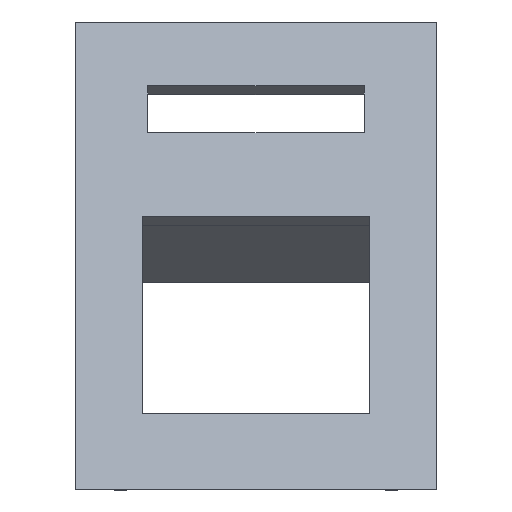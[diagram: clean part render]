
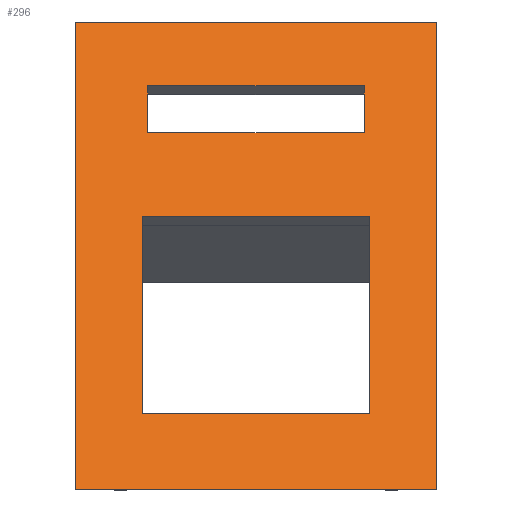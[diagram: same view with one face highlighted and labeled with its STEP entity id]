
A CAD part, top view. The second image highlights one B-rep face of the part: STEP entity #296.
In plain terms, the highlighted planar face has unit normal (0, 0.5, 0.866).
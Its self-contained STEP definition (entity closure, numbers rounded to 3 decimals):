
#30 = DIRECTION ( 'NONE',  ( 0., -0.866, 0.5 ) ) ;
#39 = EDGE_CURVE ( 'NONE', #838, #1166, #957, .T. ) ;
#44 = VECTOR ( 'NONE', #392, 1000. ) ;
#52 = CARTESIAN_POINT ( 'NONE',  ( -50., 0., 75. ) ) ;
#57 = FACE_BOUND ( 'NONE', #952, .T. ) ;
#100 = EDGE_CURVE ( 'NONE', #838, #885, #863, .T. ) ;
#105 = VERTEX_POINT ( 'NONE', #418 ) ;
#111 = CARTESIAN_POINT ( 'NONE',  ( 50., 129.904, 0. ) ) ;
#117 = VECTOR ( 'NONE', #1081, 1000. ) ;
#131 = EDGE_CURVE ( 'NONE', #1302, #867, #1075, .T. ) ;
#132 = CARTESIAN_POINT ( 'NONE',  ( 30., 112.15, 10.25 ) ) ;
#137 = ORIENTED_EDGE ( 'NONE', *, *, #329, .F. ) ;
#138 = DIRECTION ( 'NONE',  ( 0., -0.5, -0.866 ) ) ;
#154 = VECTOR ( 'NONE', #325, 1000. ) ;
#163 = EDGE_CURVE ( 'NONE', #455, #753, #1265, .T. ) ;
#206 = CARTESIAN_POINT ( 'NONE',  ( -30., 99.16, 17.75 ) ) ;
#267 = ORIENTED_EDGE ( 'NONE', *, *, #39, .F. ) ;
#269 = CARTESIAN_POINT ( 'NONE',  ( -31.541, 21.182, 62.771 ) ) ;
#288 = CARTESIAN_POINT ( 'NONE',  ( 30., 99.16, 17.75 ) ) ;
#296 = ADVANCED_FACE ( 'NONE', ( #57, #587, #1020 ), #691, .F. ) ;
#310 = DIRECTION ( 'NONE',  ( 0., 0.866, -0.5 ) ) ;
#320 = VECTOR ( 'NONE', #1329, 1000. ) ;
#323 = ORIENTED_EDGE ( 'NONE', *, *, #482, .F. ) ;
#325 = DIRECTION ( 'NONE',  ( -1., 0., 0. ) ) ;
#329 = EDGE_CURVE ( 'NONE', #753, #1066, #354, .T. ) ;
#354 = LINE ( 'NONE', #570, #117 ) ;
#370 = VERTEX_POINT ( 'NONE', #132 ) ;
#392 = DIRECTION ( 'NONE',  ( 1., 0., 0. ) ) ;
#394 = CARTESIAN_POINT ( 'NONE',  ( 50., 129.904, 0. ) ) ;
#401 = CARTESIAN_POINT ( 'NONE',  ( 50., 129.904, 0. ) ) ;
#415 = CARTESIAN_POINT ( 'NONE',  ( -31.541, 75.813, 31.229 ) ) ;
#418 = CARTESIAN_POINT ( 'NONE',  ( -31.541, 21.182, 62.771 ) ) ;
#447 = EDGE_CURVE ( 'NONE', #867, #370, #494, .T. ) ;
#455 = VERTEX_POINT ( 'NONE', #1143 ) ;
#476 = VERTEX_POINT ( 'NONE', #52 ) ;
#482 = EDGE_CURVE ( 'NONE', #514, #1302, #598, .T. ) ;
#494 = LINE ( 'NONE', #605, #320 ) ;
#497 = VECTOR ( 'NONE', #30, 1000. ) ;
#503 = CARTESIAN_POINT ( 'NONE',  ( -30., 112.15, 10.25 ) ) ;
#514 = VERTEX_POINT ( 'NONE', #583 ) ;
#520 = EDGE_CURVE ( 'NONE', #885, #476, #1112, .T. ) ;
#540 = DIRECTION ( 'NONE',  ( 1., 0., 0. ) ) ;
#562 = VECTOR ( 'NONE', #540, 1000. ) ;
#570 = CARTESIAN_POINT ( 'NONE',  ( -31.541, 75.813, 31.229 ) ) ;
#577 = CARTESIAN_POINT ( 'NONE',  ( 31.541, 75.813, 31.229 ) ) ;
#583 = CARTESIAN_POINT ( 'NONE',  ( -30., 112.15, 10.25 ) ) ;
#585 = ORIENTED_EDGE ( 'NONE', *, *, #447, .F. ) ;
#586 = DIRECTION ( 'NONE',  ( -1., 0., 0. ) ) ;
#587 = FACE_BOUND ( 'NONE', #775, .T. ) ;
#598 = LINE ( 'NONE', #503, #884 ) ;
#605 = CARTESIAN_POINT ( 'NONE',  ( 30., 112.15, 10.25 ) ) ;
#664 = CARTESIAN_POINT ( 'NONE',  ( -31.541, 75.813, 31.229 ) ) ;
#691 = PLANE ( 'NONE',  #1080 ) ;
#693 = VECTOR ( 'NONE', #310, 1000. ) ;
#708 = EDGE_LOOP ( 'NONE', ( #914, #1028, #267, #1341 ) ) ;
#712 = EDGE_CURVE ( 'NONE', #1066, #105, #1061, .T. ) ;
#725 = CARTESIAN_POINT ( 'NONE',  ( -50., 129.904, 0. ) ) ;
#753 = VERTEX_POINT ( 'NONE', #577 ) ;
#775 = EDGE_LOOP ( 'NONE', ( #137, #1160, #1145, #992 ) ) ;
#786 = VECTOR ( 'NONE', #1318, 1000. ) ;
#803 = CARTESIAN_POINT ( 'NONE',  ( -30., 112.15, 10.25 ) ) ;
#806 = VECTOR ( 'NONE', #1261, 1000. ) ;
#836 = CARTESIAN_POINT ( 'NONE',  ( -30., 99.16, 17.75 ) ) ;
#838 = VERTEX_POINT ( 'NONE', #394 ) ;
#863 = LINE ( 'NONE', #111, #154 ) ;
#867 = VERTEX_POINT ( 'NONE', #288 ) ;
#884 = VECTOR ( 'NONE', #1232, 1000. ) ;
#885 = VERTEX_POINT ( 'NONE', #725 ) ;
#886 = EDGE_CURVE ( 'NONE', #370, #514, #1326, .T. ) ;
#914 = ORIENTED_EDGE ( 'NONE', *, *, #520, .T. ) ;
#935 = DIRECTION ( 'NONE',  ( 0., -0.866, 0.5 ) ) ;
#952 = EDGE_LOOP ( 'NONE', ( #1243, #585, #1299, #323 ) ) ;
#957 = LINE ( 'NONE', #401, #1150 ) ;
#958 = CARTESIAN_POINT ( 'NONE',  ( 50., 0., 75. ) ) ;
#963 = CARTESIAN_POINT ( 'NONE',  ( 31.541, 75.813, 31.229 ) ) ;
#970 = VECTOR ( 'NONE', #586, 1000. ) ;
#991 = CARTESIAN_POINT ( 'NONE',  ( 50., 129.904, 0. ) ) ;
#992 = ORIENTED_EDGE ( 'NONE', *, *, #712, .F. ) ;
#1020 = FACE_OUTER_BOUND ( 'NONE', #708, .T. ) ;
#1028 = ORIENTED_EDGE ( 'NONE', *, *, #1268, .F. ) ;
#1061 = LINE ( 'NONE', #664, #497 ) ;
#1066 = VERTEX_POINT ( 'NONE', #415 ) ;
#1075 = LINE ( 'NONE', #206, #562 ) ;
#1080 = AXIS2_PLACEMENT_3D ( 'NONE', #991, #138, #1298 ) ;
#1081 = DIRECTION ( 'NONE',  ( -1., 0., 0. ) ) ;
#1112 = LINE ( 'NONE', #1117, #786 ) ;
#1117 = CARTESIAN_POINT ( 'NONE',  ( -50., 129.904, 0. ) ) ;
#1118 = CARTESIAN_POINT ( 'NONE',  ( 50., 0., 75. ) ) ;
#1143 = CARTESIAN_POINT ( 'NONE',  ( 31.541, 21.182, 62.771 ) ) ;
#1145 = ORIENTED_EDGE ( 'NONE', *, *, #1163, .F. ) ;
#1150 = VECTOR ( 'NONE', #935, 1000. ) ;
#1160 = ORIENTED_EDGE ( 'NONE', *, *, #163, .F. ) ;
#1163 = EDGE_CURVE ( 'NONE', #105, #455, #1355, .T. ) ;
#1166 = VERTEX_POINT ( 'NONE', #1118 ) ;
#1232 = DIRECTION ( 'NONE',  ( 0., -0.866, 0.5 ) ) ;
#1243 = ORIENTED_EDGE ( 'NONE', *, *, #886, .F. ) ;
#1261 = DIRECTION ( 'NONE',  ( -1., 0., 0. ) ) ;
#1265 = LINE ( 'NONE', #963, #693 ) ;
#1268 = EDGE_CURVE ( 'NONE', #1166, #476, #1281, .T. ) ;
#1281 = LINE ( 'NONE', #958, #806 ) ;
#1298 = DIRECTION ( 'NONE',  ( 0., 0.866, -0.5 ) ) ;
#1299 = ORIENTED_EDGE ( 'NONE', *, *, #131, .F. ) ;
#1302 = VERTEX_POINT ( 'NONE', #836 ) ;
#1318 = DIRECTION ( 'NONE',  ( 0., -0.866, 0.5 ) ) ;
#1326 = LINE ( 'NONE', #803, #970 ) ;
#1329 = DIRECTION ( 'NONE',  ( 0., 0.866, -0.5 ) ) ;
#1341 = ORIENTED_EDGE ( 'NONE', *, *, #100, .T. ) ;
#1355 = LINE ( 'NONE', #269, #44 ) ;
